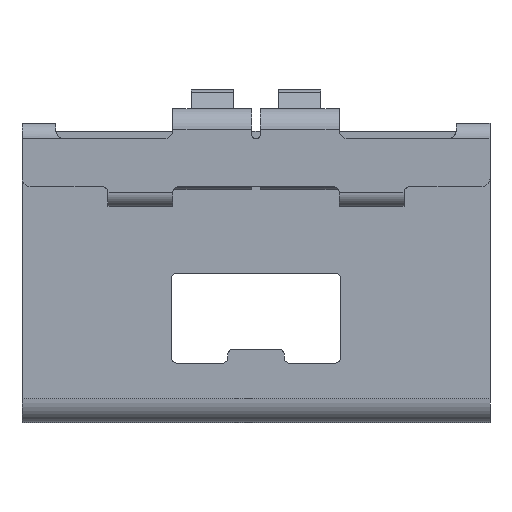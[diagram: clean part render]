
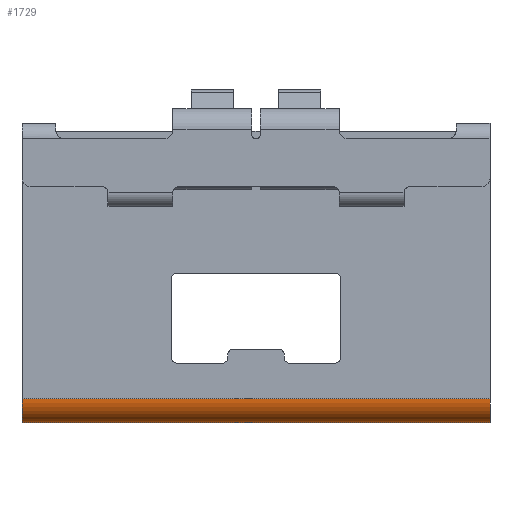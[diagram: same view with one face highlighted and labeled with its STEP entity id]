
A CAD part, top view. The second image highlights one B-rep face of the part: STEP entity #1729.
In plain terms, the highlighted cylindrical face has radius 0.85 mm (diameter 1.7 mm), a partial arc.
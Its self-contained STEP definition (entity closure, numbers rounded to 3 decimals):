
#13 = DIRECTION ( 'NONE',  ( -1., 0., 0. ) ) ;
#23 = LINE ( 'NONE', #896, #5623 ) ;
#39 = ORIENTED_EDGE ( 'NONE', *, *, #2199, .T. ) ;
#103 = CARTESIAN_POINT ( 'NONE',  ( 8.3, -9.535, -1.694 ) ) ;
#133 = CARTESIAN_POINT ( 'NONE',  ( -8.3, -9.535, -1.694 ) ) ;
#294 = VECTOR ( 'NONE', #7042, 1000. ) ;
#610 = CARTESIAN_POINT ( 'NONE',  ( 8.288, -9.472, -1.7 ) ) ;
#731 = B_SPLINE_CURVE_WITH_KNOTS ( 'NONE', 3,
 ( #6098, #133, #2893, #1186 ),
 .UNSPECIFIED., .F., .F.,
 ( 4, 4 ),
 ( 0., 1. ),
 .UNSPECIFIED. ) ;
#896 = CARTESIAN_POINT ( 'NONE',  ( 9.7, -9.411, -1.7 ) ) ;
#1156 = CARTESIAN_POINT ( 'NONE',  ( -8.3, -9.411, -0.85 ) ) ;
#1186 = CARTESIAN_POINT ( 'NONE',  ( -8.263, -9.411, -1.7 ) ) ;
#1729 = ADVANCED_FACE ( 'NONE', ( #3225 ), #2054, .T. ) ;
#1764 = CARTESIAN_POINT ( 'NONE',  ( -8.263, -9.411, -1.7 ) ) ;
#1796 = CARTESIAN_POINT ( 'NONE',  ( 8.263, -9.411, -1.7 ) ) ;
#1834 = CARTESIAN_POINT ( 'NONE',  ( 8.3, -9.411, 0. ) ) ;
#1838 = DIRECTION ( 'NONE',  ( -1., 0., 0. ) ) ;
#1876 = B_SPLINE_CURVE_WITH_KNOTS ( 'NONE', 3,
 ( #2801, #610, #103, #2822 ),
 .UNSPECIFIED., .F., .F.,
 ( 4, 4 ),
 ( 0., 1. ),
 .UNSPECIFIED. ) ;
#1924 = VERTEX_POINT ( 'NONE', #6362 ) ;
#2054 = CYLINDRICAL_SURFACE ( 'NONE', #4182, 0.85 ) ;
#2171 = CARTESIAN_POINT ( 'NONE',  ( 8.3, -9.411, -0.85 ) ) ;
#2199 = EDGE_CURVE ( 'NONE', #3812, #3528, #1876, .T. ) ;
#2205 = VERTEX_POINT ( 'NONE', #1764 ) ;
#2232 = DIRECTION ( 'NONE',  ( 1., 0., 0. ) ) ;
#2579 = EDGE_CURVE ( 'NONE', #5934, #5836, #6154, .T. ) ;
#2658 = ORIENTED_EDGE ( 'NONE', *, *, #3702, .F. ) ;
#2753 = ORIENTED_EDGE ( 'NONE', *, *, #4135, .T. ) ;
#2758 = ORIENTED_EDGE ( 'NONE', *, *, #2579, .T. ) ;
#2801 = CARTESIAN_POINT ( 'NONE',  ( 8.263, -9.411, -1.7 ) ) ;
#2822 = CARTESIAN_POINT ( 'NONE',  ( 8.3, -9.6, -1.679 ) ) ;
#2893 = CARTESIAN_POINT ( 'NONE',  ( -8.288, -9.472, -1.7 ) ) ;
#3225 = FACE_OUTER_BOUND ( 'NONE', #3971, .T. ) ;
#3264 = CARTESIAN_POINT ( 'NONE',  ( -8.3, -9.411, 0. ) ) ;
#3401 = CARTESIAN_POINT ( 'NONE',  ( 98.596, -9.411, -0.85 ) ) ;
#3528 = VERTEX_POINT ( 'NONE', #5606 ) ;
#3695 = AXIS2_PLACEMENT_3D ( 'NONE', #2171, #13, #4830 ) ;
#3702 = EDGE_CURVE ( 'NONE', #3812, #2205, #23, .T. ) ;
#3812 = VERTEX_POINT ( 'NONE', #1796 ) ;
#3971 = EDGE_LOOP ( 'NONE', ( #4719, #2753, #2658, #39, #4907, #2758 ) ) ;
#3970 = DIRECTION ( 'NONE',  ( 0., 1., 0. ) ) ;
#4135 = EDGE_CURVE ( 'NONE', #1924, #2205, #731, .T. ) ;
#4182 = AXIS2_PLACEMENT_3D ( 'NONE', #3401, #1838, #3970 ) ;
#4426 = CIRCLE ( 'NONE', #3695, 0.85 ) ;
#4719 = ORIENTED_EDGE ( 'NONE', *, *, #6731, .T. ) ;
#4830 = DIRECTION ( 'NONE',  ( 0., 1., 0. ) ) ;
#4907 = ORIENTED_EDGE ( 'NONE', *, *, #5868, .T. ) ;
#4992 = AXIS2_PLACEMENT_3D ( 'NONE', #1156, #2232, #6028 ) ;
#5158 = CIRCLE ( 'NONE', #4992, 0.85 ) ;
#5606 = CARTESIAN_POINT ( 'NONE',  ( 8.3, -9.6, -1.679 ) ) ;
#5623 = VECTOR ( 'NONE', #5803, 1000. ) ;
#5803 = DIRECTION ( 'NONE',  ( -1., 0., 0. ) ) ;
#5836 = VERTEX_POINT ( 'NONE', #3264 ) ;
#5868 = EDGE_CURVE ( 'NONE', #3528, #5934, #4426, .T. ) ;
#5934 = VERTEX_POINT ( 'NONE', #1834 ) ;
#5959 = CARTESIAN_POINT ( 'NONE',  ( 9.7, -9.411, 0. ) ) ;
#6028 = DIRECTION ( 'NONE',  ( 0., 1., 0. ) ) ;
#6098 = CARTESIAN_POINT ( 'NONE',  ( -8.3, -9.6, -1.679 ) ) ;
#6154 = LINE ( 'NONE', #5959, #294 ) ;
#6362 = CARTESIAN_POINT ( 'NONE',  ( -8.3, -9.6, -1.679 ) ) ;
#6731 = EDGE_CURVE ( 'NONE', #5836, #1924, #5158, .T. ) ;
#7042 = DIRECTION ( 'NONE',  ( -1., 0., 0. ) ) ;
